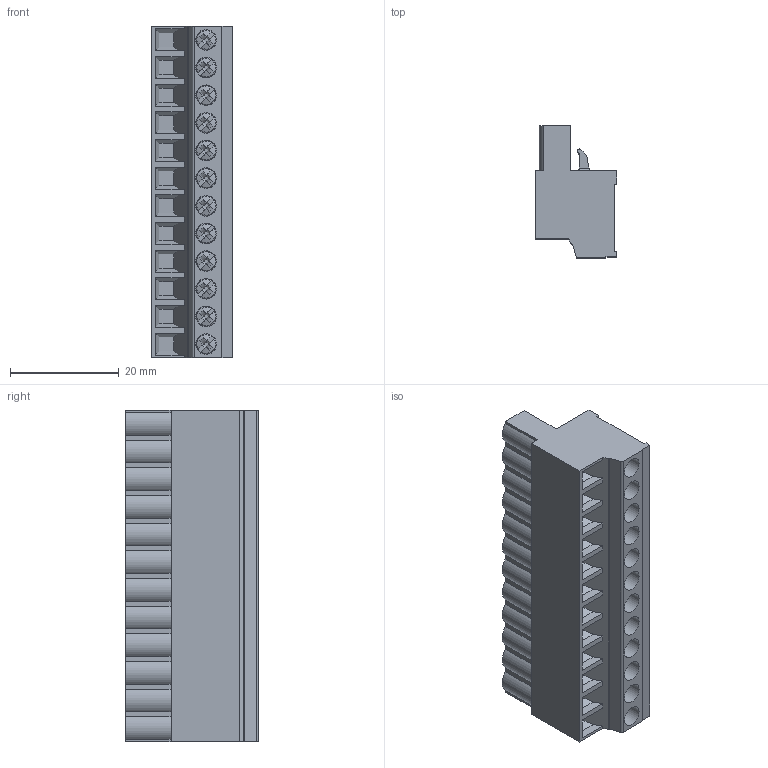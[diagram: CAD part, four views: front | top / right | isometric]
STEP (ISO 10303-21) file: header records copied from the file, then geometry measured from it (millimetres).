
FILE_DESCRIPTION((''),'2;1');
FILE_NAME('11364.1_PBT1200_12_508.stp'),'Autodesk Inventor 11','Autodesk Inventor 11','');
FILE_SCHEMA(('AUTOMOTIVE_DESIGN { 1 0 10303 214 1 1 1 1 }'));
Length unit declared in the file: millimetre
Products named in the file (1): AK_Z_1200
Bounding box: 15 x 24.32 x 60.96 mm (x, y, z)
Volume: 14079.4 mm3; surface area: 7099 mm2
Topology: 1 solids, 1 shells, 518 faces, 1326 edges, 836 vertices
Faces by surface type: plane 315, cylinder 106, bspline 73, cone 24
Full cylindrical faces by diameter (mm): 1.6 x12, 3 x12, 3.8 x12
Entity records: 16989 total; most frequent: CARTESIAN_POINT 5036, ORIENTED_EDGE 2484, DIRECTION 2390, EDGE_CURVE 1242, AXIS2_PLACEMENT_3D 848, VERTEX_POINT 824, VECTOR 694, LINE 694
